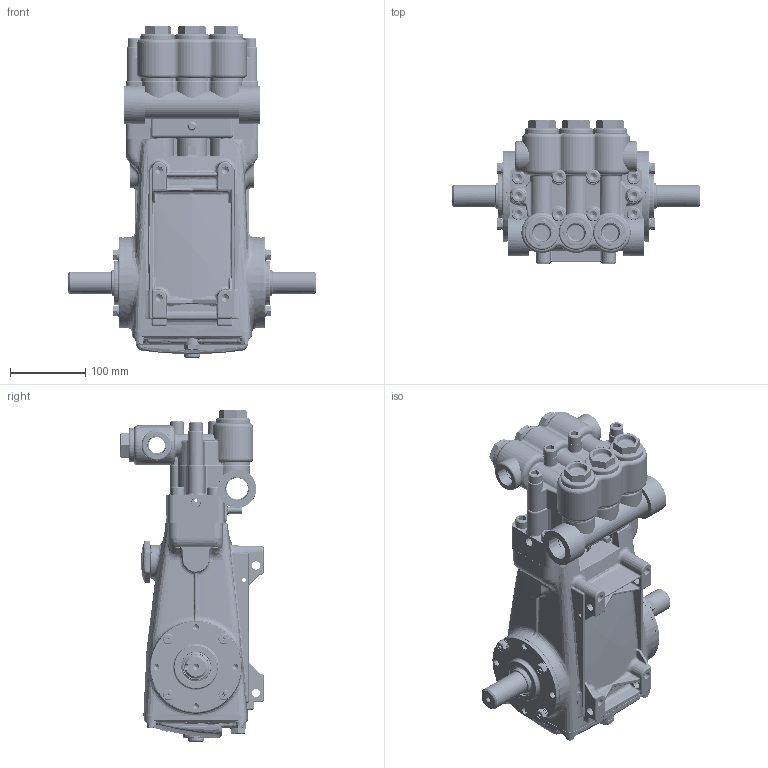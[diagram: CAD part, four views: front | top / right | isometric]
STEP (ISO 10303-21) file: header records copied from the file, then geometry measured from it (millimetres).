
FILE_DESCRIPTION (( 'STEP AP203' ), '1' );
FILE_NAME ('1530C.STEP', '2022-11-11T15:35:07', ( '' ), ( '' ), 'SwSTEP 2.0', 'SolidWorks 2022', '' );
FILE_SCHEMA (( 'CONFIG_CONTROL_DESIGN' ));
Length unit declared in the file: inch
Products named in the file (1): 1530C
Bounding box: 330 x 190.46 x 441.99 mm (x, y, z)
Volume: 4105193.1 mm3; surface area: 1090097.5 mm2
Topology: 84 solids, 84 shells, 5519 faces, 13548 edges, 8118 vertices
Faces by surface type: plane 1717, cylinder 1374, bspline 896, cone 797, torus 619, sphere 116
Entity records: 242231 total; most frequent: CARTESIAN_POINT 120252, ORIENTED_EDGE 26428, DIRECTION 24421, EDGE_CURVE 13214, AXIS2_PLACEMENT_3D 10007, VERTEX_POINT 8106, EDGE_LOOP 6010, FACE_OUTER_BOUND 5518
